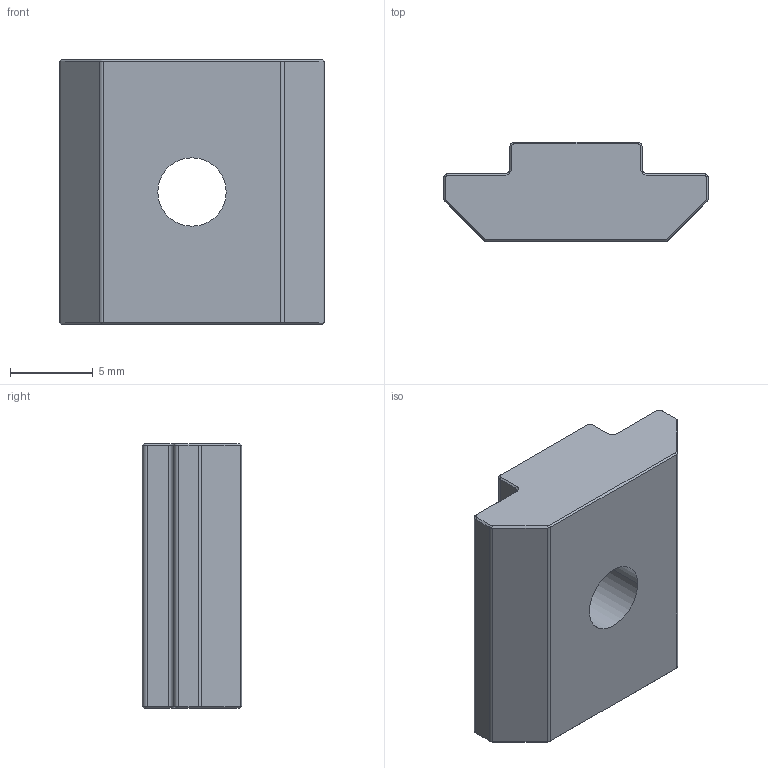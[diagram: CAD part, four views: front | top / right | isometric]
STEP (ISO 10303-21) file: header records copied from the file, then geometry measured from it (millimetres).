
FILE_DESCRIPTION (( 'STEP AP214' ), '1' );
FILE_NAME ('T-slot nut M5 3030.STEP', '2021-11-15T08:02:06', ( '' ), ( '' ), 'SwSTEP 2.0', 'SolidWorks 2018', '' );
FILE_SCHEMA (( 'AUTOMOTIVE_DESIGN' ));
Length unit declared in the file: millimetre
Products named in the file (1): T-slot nut M5 3030
Bounding box: 16 x 6 x 16 mm (x, y, z)
Volume: 1110.7 mm3; surface area: 837.5 mm2
Topology: 1 solids, 1 shells, 66 faces, 150 edges, 86 vertices
Faces by surface type: plane 32, cone 22, cylinder 12
Entity records: 1842 total; most frequent: DIRECTION 330, CARTESIAN_POINT 303, ORIENTED_EDGE 300, EDGE_CURVE 150, AXIS2_PLACEMENT_3D 113, VECTOR 104, LINE 104, VERTEX_POINT 86
